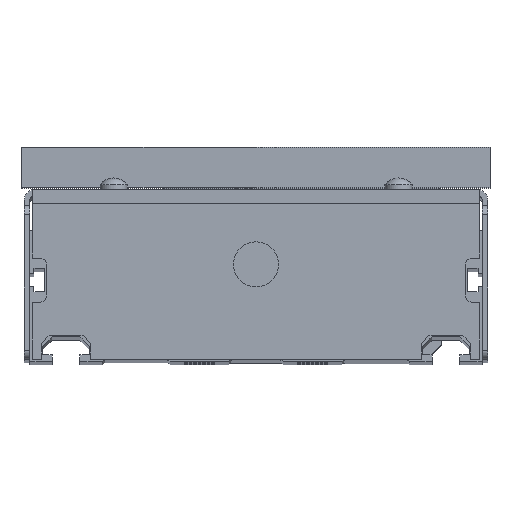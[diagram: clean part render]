
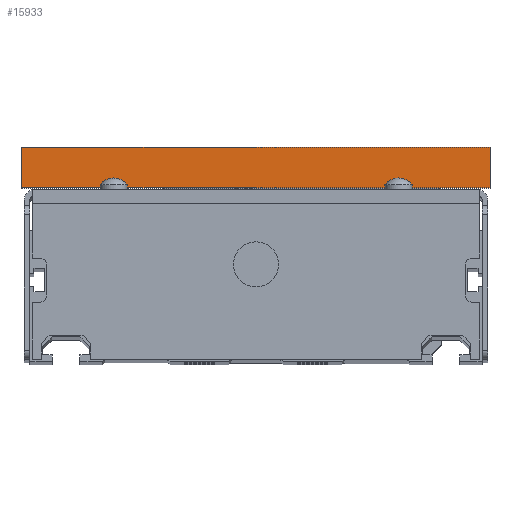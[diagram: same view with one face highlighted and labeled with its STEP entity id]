
A CAD part, top view. The second image highlights one B-rep face of the part: STEP entity #15933.
In plain terms, the highlighted planar face has unit normal (0, 0, 1).
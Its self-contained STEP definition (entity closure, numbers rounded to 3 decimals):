
#511 = ORIENTED_EDGE ( 'NONE', *, *, #8194, .F. ) ;
#532 = VECTOR ( 'NONE', #17389, 1000. ) ;
#1220 = EDGE_CURVE ( 'NONE', #10674, #25152, #3075, .T. ) ;
#1253 = DIRECTION ( 'NONE',  ( 1., 0., 0. ) ) ;
#2213 = ORIENTED_EDGE ( 'NONE', *, *, #11497, .T. ) ;
#3075 = LINE ( 'NONE', #7668, #16131 ) ;
#4487 = VECTOR ( 'NONE', #18347, 1000. ) ;
#6222 = ORIENTED_EDGE ( 'NONE', *, *, #1220, .T. ) ;
#7328 = CARTESIAN_POINT ( 'NONE',  ( -51.75, 17.5, 90. ) ) ;
#7668 = CARTESIAN_POINT ( 'NONE',  ( 51.75, 17.5, 90. ) ) ;
#7902 = LINE ( 'NONE', #16177, #4487 ) ;
#8194 = EDGE_CURVE ( 'NONE', #22264, #25152, #9132, .T. ) ;
#9132 = LINE ( 'NONE', #19561, #532 ) ;
#9688 = EDGE_CURVE ( 'NONE', #18274, #22264, #7902, .T. ) ;
#9787 = CARTESIAN_POINT ( 'NONE',  ( -51.75, 17.5, 90. ) ) ;
#10674 = VERTEX_POINT ( 'NONE', #15230 ) ;
#10914 = CARTESIAN_POINT ( 'NONE',  ( -51.75, 17.5, 90. ) ) ;
#11497 = EDGE_CURVE ( 'NONE', #18274, #10674, #14820, .T. ) ;
#11687 = FACE_OUTER_BOUND ( 'NONE', #18351, .T. ) ;
#14629 = ORIENTED_EDGE ( 'NONE', *, *, #9688, .F. ) ;
#14820 = LINE ( 'NONE', #7328, #21453 ) ;
#15230 = CARTESIAN_POINT ( 'NONE',  ( 51.75, 17.5, 90. ) ) ;
#15801 = DIRECTION ( 'NONE',  ( 0., 1., 0. ) ) ;
#15933 = ADVANCED_FACE ( 'NONE', ( #11687 ), #22397, .T. ) ;
#16131 = VECTOR ( 'NONE', #15801, 1000. ) ;
#16177 = CARTESIAN_POINT ( 'NONE',  ( -51.75, 17.5, 90. ) ) ;
#16971 = DIRECTION ( 'NONE',  ( 1., 0., 0. ) ) ;
#17389 = DIRECTION ( 'NONE',  ( 1., 0., 0. ) ) ;
#18062 = DIRECTION ( 'NONE',  ( 0., 0., 1. ) ) ;
#18274 = VERTEX_POINT ( 'NONE', #10914 ) ;
#18347 = DIRECTION ( 'NONE',  ( 0., 1., 0. ) ) ;
#18351 = EDGE_LOOP ( 'NONE', ( #511, #14629, #2213, #6222 ) ) ;
#19561 = CARTESIAN_POINT ( 'NONE',  ( -51.75, 26.5, 90. ) ) ;
#21453 = VECTOR ( 'NONE', #16971, 1000. ) ;
#21888 = CARTESIAN_POINT ( 'NONE',  ( -51.75, 26.5, 90. ) ) ;
#22264 = VERTEX_POINT ( 'NONE', #21888 ) ;
#22329 = AXIS2_PLACEMENT_3D ( 'NONE', #9787, #18062, #1253 ) ;
#22397 = PLANE ( 'NONE',  #22329 ) ;
#24944 = CARTESIAN_POINT ( 'NONE',  ( 51.75, 26.5, 90. ) ) ;
#25152 = VERTEX_POINT ( 'NONE', #24944 ) ;
